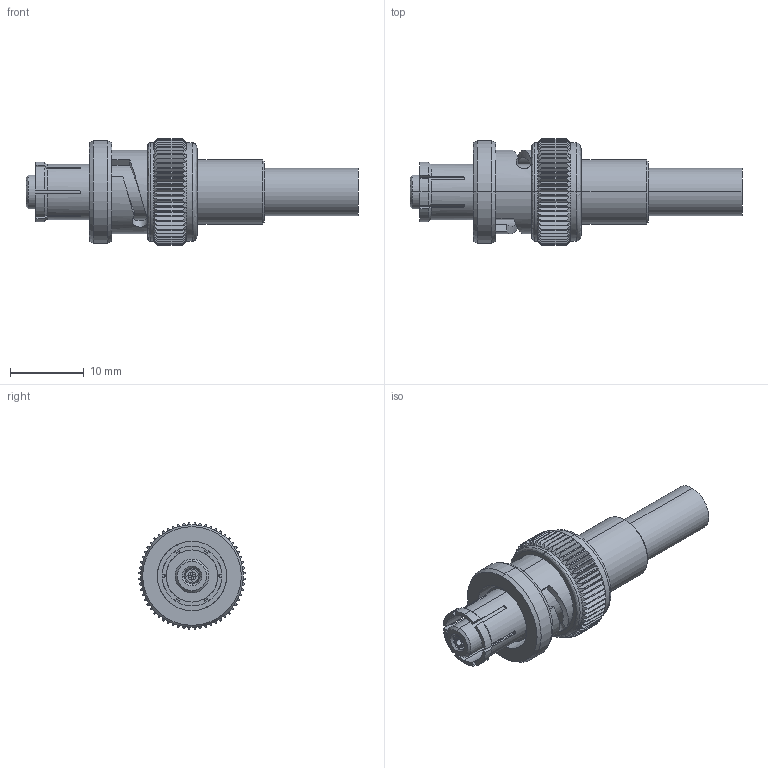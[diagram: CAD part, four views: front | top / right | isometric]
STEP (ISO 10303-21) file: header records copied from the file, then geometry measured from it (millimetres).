
FILE_DESCRIPTION (( 'STEP AP214' ), '1' );
FILE_NAME ('FMCN1362_3D.STEP', '2021-09-24T18:08:20', ( '' ), ( '' ), 'SwSTEP 2.0', 'SolidWorks 2021', '' );
FILE_SCHEMA (( 'AUTOMOTIVE_DESIGN' ));
Length unit declared in the file: millimetre
Products named in the file (4): FMCN1362-MA2; FMCN1362-MA0; FMCN1362-MA1; FMCN1362_3D
Assembly tree (3 placements, depth 2):
  FMCN1362_3D
    FMCN1362-MA0
    FMCN1362-MA1
    FMCN1362-MA2
Bounding box: 45.04 x 14.46 x 14.46 mm (x, y, z)
Volume: 2275.3 mm3; surface area: 3621.7 mm2
Topology: 3 solids, 3 shells, 1196 faces, 2606 edges, 1428 vertices
Faces by surface type: bspline 588, plane 232, cylinder 231, cone 145
Entity records: 40111 total; most frequent: CARTESIAN_POINT 20606, ORIENTED_EDGE 5212, EDGE_CURVE 2606, DIRECTION 2492, VERTEX_POINT 1428, EDGE_LOOP 1220, FACE_OUTER_BOUND 1196, ADVANCED_FACE 1196
